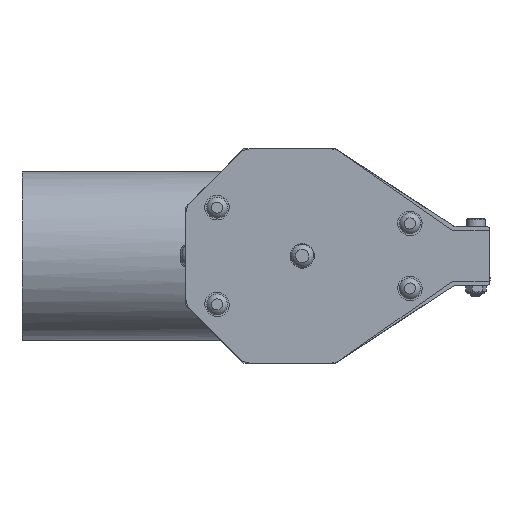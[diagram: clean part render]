
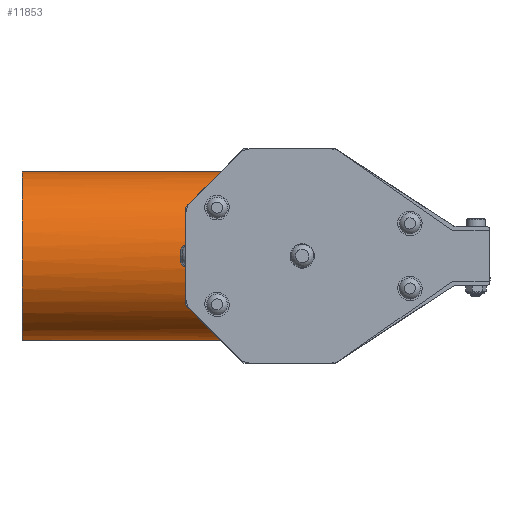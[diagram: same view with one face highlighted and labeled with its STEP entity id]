
A CAD part, left-side view. The second image highlights one B-rep face of the part: STEP entity #11853.
In plain terms, the highlighted cylindrical face has radius 38.1 mm (diameter 76.2 mm), a full revolution.
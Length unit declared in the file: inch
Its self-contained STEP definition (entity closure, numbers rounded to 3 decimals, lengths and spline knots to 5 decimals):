
#15=ELLIPSE('',#13351,2.12132,1.5);
#16=ELLIPSE('',#13360,2.12132,1.5);
#839=FACE_BOUND('',#5090,.T.);
#1421=LINE('',#54711,#1773);
#1430=LINE('',#54750,#1782);
#1773=VECTOR('',#16701,0.3937);
#1782=VECTOR('',#16730,0.3937);
#2164=CIRCLE('',#11932,1.5);
#2795=CIRCLE('',#13349,1.5);
#2796=CIRCLE('',#13354,1.5);
#2797=CIRCLE('',#13357,1.5);
#2799=CIRCLE('',#13364,1.5);
#2995=CYLINDRICAL_SURFACE('',#13369,1.5);
#3850=FACE_OUTER_BOUND('',#5089,.T.);
#5089=EDGE_LOOP('',(#10954,#10955,#10956,#10957,#10958,#10959,#10960,#10961,
#10962,#10963,#10964,#10965));
#5090=EDGE_LOOP('',(#10966));
#5219=B_SPLINE_CURVE_WITH_KNOTS('',3,(#54698,#54699,#54700,#54701,#54702,
#54703),.UNSPECIFIED.,.F.,.F.,(4,2,4),(0.24738,0.31289,
0.3784),.UNSPECIFIED.);
#5220=B_SPLINE_CURVE_WITH_KNOTS('',3,(#54719,#54720,#54721,#54722,#54723,
#54724),.UNSPECIFIED.,.F.,.F.,(4,2,4),(0.119,0.18106,
0.2478),.UNSPECIFIED.);
#5221=B_SPLINE_CURVE_WITH_KNOTS('',3,(#54734,#54735,#54736,#54737,#54738,
#54739),.UNSPECIFIED.,.F.,.F.,(4,2,4),(0.73751,0.80426,
0.86631),.UNSPECIFIED.);
#5222=B_SPLINE_CURVE_WITH_KNOTS('',3,(#54755,#54756,#54757,#54758,#54759,
#54760),.UNSPECIFIED.,.F.,.F.,(4,2,4),(0.61786,0.68337,
0.74888),.UNSPECIFIED.);
#5337=VERTEX_POINT('',#43645);
#5338=VERTEX_POINT('',#43646);
#6293=VERTEX_POINT('',#54686);
#6294=VERTEX_POINT('',#54689);
#6295=VERTEX_POINT('',#54690);
#6297=VERTEX_POINT('',#54697);
#6298=VERTEX_POINT('',#54706);
#6299=VERTEX_POINT('',#54710);
#6300=VERTEX_POINT('',#54714);
#6301=VERTEX_POINT('',#54718);
#6302=VERTEX_POINT('',#54727);
#6304=VERTEX_POINT('',#54733);
#6306=VERTEX_POINT('',#54744);
#6461=EDGE_CURVE('',#5337,#5338,#2164,.T.);
#7833=EDGE_CURVE('',#6293,#6293,#2795,.T.);
#7834=EDGE_CURVE('',#6294,#6295,#15,.T.);
#7838=EDGE_CURVE('',#6297,#6294,#5219,.T.);
#7840=EDGE_CURVE('',#6298,#6297,#2796,.T.);
#7842=EDGE_CURVE('',#6299,#6298,#1421,.T.);
#7844=EDGE_CURVE('',#6300,#6299,#2797,.T.);
#7846=EDGE_CURVE('',#6301,#6300,#5220,.T.);
#7848=EDGE_CURVE('',#6302,#6301,#16,.T.);
#7851=EDGE_CURVE('',#6304,#6302,#5221,.T.);
#7854=EDGE_CURVE('',#6306,#6304,#2799,.T.);
#7857=EDGE_CURVE('',#5338,#6306,#1430,.T.);
#7860=EDGE_CURVE('',#6295,#5337,#5222,.T.);
#10954=ORIENTED_EDGE('',*,*,#6461,.T.);
#10955=ORIENTED_EDGE('',*,*,#7857,.T.);
#10956=ORIENTED_EDGE('',*,*,#7854,.T.);
#10957=ORIENTED_EDGE('',*,*,#7851,.T.);
#10958=ORIENTED_EDGE('',*,*,#7848,.T.);
#10959=ORIENTED_EDGE('',*,*,#7846,.T.);
#10960=ORIENTED_EDGE('',*,*,#7844,.T.);
#10961=ORIENTED_EDGE('',*,*,#7842,.T.);
#10962=ORIENTED_EDGE('',*,*,#7840,.T.);
#10963=ORIENTED_EDGE('',*,*,#7838,.T.);
#10964=ORIENTED_EDGE('',*,*,#7834,.T.);
#10965=ORIENTED_EDGE('',*,*,#7860,.T.);
#10966=ORIENTED_EDGE('',*,*,#7833,.F.);
#11853=ADVANCED_FACE('',(#3850,#839),#2995,.T.);
#11932=AXIS2_PLACEMENT_3D('',#43647,#13512,#13513);
#13349=AXIS2_PLACEMENT_3D('',#54687,#16682,#16683);
#13351=AXIS2_PLACEMENT_3D('',#54691,#16686,#16687);
#13354=AXIS2_PLACEMENT_3D('',#54707,#16696,#16697);
#13357=AXIS2_PLACEMENT_3D('',#54715,#16705,#16706);
#13360=AXIS2_PLACEMENT_3D('',#54728,#16713,#16714);
#13364=AXIS2_PLACEMENT_3D('',#54745,#16724,#16725);
#13369=AXIS2_PLACEMENT_3D('',#54761,#16738,#16739);
#13512=DIRECTION('center_axis',(0.,1.,0.));
#13513=DIRECTION('ref_axis',(-0.695,0.,-0.719));
#16682=DIRECTION('center_axis',(0.,1.,0.));
#16683=DIRECTION('ref_axis',(-0.695,0.,-0.719));
#16686=DIRECTION('center_axis',(0.,0.707,
-0.707));
#16687=DIRECTION('ref_axis',(0.,-0.707,-0.707));
#16696=DIRECTION('center_axis',(0.,1.,0.));
#16697=DIRECTION('ref_axis',(-0.695,0.,-0.719));
#16701=DIRECTION('',(0.,-1.,0.));
#16705=DIRECTION('center_axis',(0.,1.,0.));
#16706=DIRECTION('ref_axis',(-0.695,0.,-0.719));
#16713=DIRECTION('center_axis',(0.,0.707,
0.707));
#16714=DIRECTION('ref_axis',(0.,0.707,-0.707));
#16724=DIRECTION('center_axis',(0.,1.,0.));
#16725=DIRECTION('ref_axis',(-0.695,0.,-0.719));
#16730=DIRECTION('',(0.,1.,0.));
#16738=DIRECTION('center_axis',(0.,1.,0.));
#16739=DIRECTION('ref_axis',(-0.695,0.,-0.719));
#43645=CARTESIAN_POINT('',(-1.28758,-0.27949,-0.76951));
#43646=CARTESIAN_POINT('',(-1.33098,-0.27949,-0.69174));
#43647=CARTESIAN_POINT('Origin',(0.,-0.27949,
0.));
#54686=CARTESIAN_POINT('',(1.0429,2.77051,1.07813));
#54687=CARTESIAN_POINT('Origin',(0.,2.77051,
0.));
#54689=CARTESIAN_POINT('',(1.26125,-0.29706,-0.81194));
#54690=CARTESIAN_POINT('',(-1.26125,-0.29706,-0.81194));
#54691=CARTESIAN_POINT('Origin',(0.,0.51487,
0.));
#54697=CARTESIAN_POINT('',(1.28758,-0.27949,-0.76951));
#54698=CARTESIAN_POINT('Ctrl Pts',(1.28758,-0.27949,
-0.76951));
#54699=CARTESIAN_POINT('Ctrl Pts',(1.28317,-0.27949,
-0.77689));
#54700=CARTESIAN_POINT('Ctrl Pts',(1.27835,-0.28093,
-0.7848));
#54701=CARTESIAN_POINT('Ctrl Pts',(1.26917,-0.28695,
-0.79955));
#54702=CARTESIAN_POINT('Ctrl Pts',(1.26482,-0.29153,
-0.8064));
#54703=CARTESIAN_POINT('Ctrl Pts',(1.26125,-0.29706,
-0.81194));
#54706=CARTESIAN_POINT('',(1.33098,-0.27949,-0.69174));
#54707=CARTESIAN_POINT('Origin',(0.,-0.27949,
0.));
#54710=CARTESIAN_POINT('',(1.33098,-0.22949,-0.69174));
#54711=CARTESIAN_POINT('',(1.33098,-1.22949,-0.69174));
#54714=CARTESIAN_POINT('',(1.31333,-0.22949,0.72469));
#54715=CARTESIAN_POINT('Origin',(0.,-0.22949,
0.));
#54718=CARTESIAN_POINT('',(1.28901,-0.24706,0.76711));
#54719=CARTESIAN_POINT('Ctrl Pts',(1.28901,-0.24706,
0.76711));
#54720=CARTESIAN_POINT('Ctrl Pts',(1.29219,-0.24171,
0.76176));
#54721=CARTESIAN_POINT('Ctrl Pts',(1.29604,-0.23727,
0.75521));
#54722=CARTESIAN_POINT('Ctrl Pts',(1.30448,-0.23104,
0.74055));
#54723=CARTESIAN_POINT('Ctrl Pts',(1.3091,-0.22949,0.73236));
#54724=CARTESIAN_POINT('Ctrl Pts',(1.31333,-0.22949,0.72469));
#54727=CARTESIAN_POINT('',(-1.28901,-0.24706,0.76711));
#54728=CARTESIAN_POINT('Origin',(0.,0.52005,
0.));
#54733=CARTESIAN_POINT('',(-1.31333,-0.22949,0.72469));
#54734=CARTESIAN_POINT('Ctrl Pts',(-1.31333,-0.22949,0.72469));
#54735=CARTESIAN_POINT('Ctrl Pts',(-1.3091,-0.22949,0.73236));
#54736=CARTESIAN_POINT('Ctrl Pts',(-1.30448,-0.23104,
0.74055));
#54737=CARTESIAN_POINT('Ctrl Pts',(-1.29604,-0.23727,
0.75521));
#54738=CARTESIAN_POINT('Ctrl Pts',(-1.29219,-0.24171,
0.76176));
#54739=CARTESIAN_POINT('Ctrl Pts',(-1.28901,-0.24706,
0.76711));
#54744=CARTESIAN_POINT('',(-1.33098,-0.22949,-0.69174));
#54745=CARTESIAN_POINT('Origin',(0.,-0.22949,
0.));
#54750=CARTESIAN_POINT('',(-1.33098,-1.22949,-0.69174));
#54755=CARTESIAN_POINT('Ctrl Pts',(-1.26125,-0.29706,
-0.81194));
#54756=CARTESIAN_POINT('Ctrl Pts',(-1.26482,-0.29153,
-0.8064));
#54757=CARTESIAN_POINT('Ctrl Pts',(-1.26917,-0.28695,
-0.79955));
#54758=CARTESIAN_POINT('Ctrl Pts',(-1.27835,-0.28093,
-0.7848));
#54759=CARTESIAN_POINT('Ctrl Pts',(-1.28317,-0.27949,
-0.77689));
#54760=CARTESIAN_POINT('Ctrl Pts',(-1.28758,-0.27949,
-0.76951));
#54761=CARTESIAN_POINT('Origin',(0.,-1.22949,
0.));
